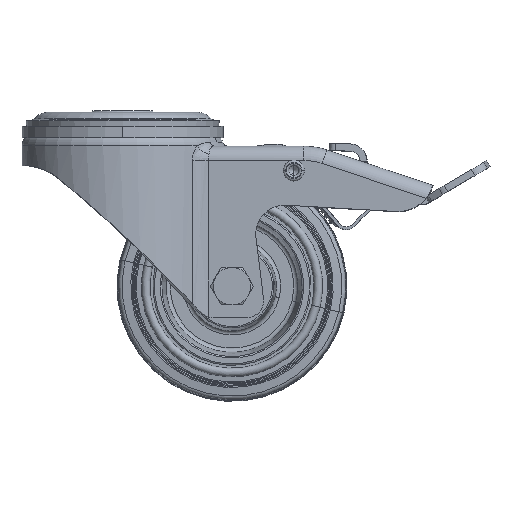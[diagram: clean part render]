
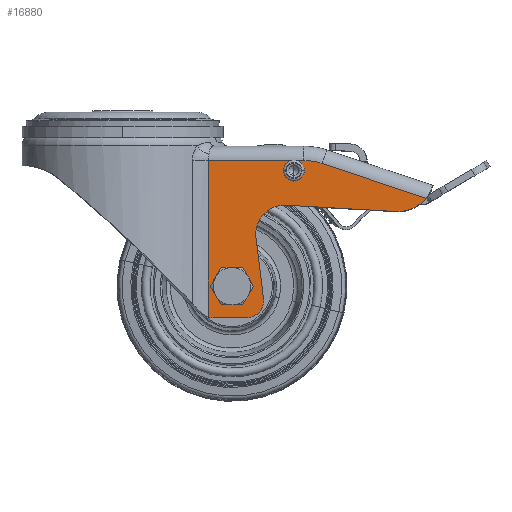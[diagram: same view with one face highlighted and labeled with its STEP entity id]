
A CAD part, top view. The second image highlights one B-rep face of the part: STEP entity #16880.
In plain terms, the highlighted planar face has unit normal (0, 0, 1).
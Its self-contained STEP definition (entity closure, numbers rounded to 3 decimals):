
#882 = AXIS2_PLACEMENT_3D ( 'NONE', #25215, #46259, #14598 ) ;
#1117 = DIRECTION ( 'NONE',  ( 0.122, -0.993, 0. ) ) ;
#1981 = CIRCLE ( 'NONE', #882, 10. ) ;
#2109 = CARTESIAN_POINT ( 'NONE',  ( 29.799, -64.954, 23. ) ) ;
#2788 = EDGE_CURVE ( 'NONE', #61544, #62228, #1981, .T. ) ;
#4053 = VERTEX_POINT ( 'NONE', #41904 ) ;
#4073 = ORIENTED_EDGE ( 'NONE', *, *, #37506, .T. ) ;
#6652 = FACE_BOUND ( 'NONE', #28259, .T. ) ;
#7887 = DIRECTION ( 'NONE',  ( 0., 0., -1. ) ) ;
#8202 = CARTESIAN_POINT ( 'NONE',  ( 38., -54.2, 23. ) ) ;
#8334 = VERTEX_POINT ( 'NONE', #50430 ) ;
#9210 = CARTESIAN_POINT ( 'NONE',  ( 95.962, -16.251, 23. ) ) ;
#9902 = CARTESIAN_POINT ( 'NONE',  ( 59.5, -14., 23. ) ) ;
#10158 = CARTESIAN_POINT ( 'NONE',  ( 46.349, -37.244, 23. ) ) ;
#10480 = DIRECTION ( 'NONE',  ( 0., 0., -1. ) ) ;
#10674 = EDGE_CURVE ( 'NONE', #4053, #29001, #41375, .T. ) ;
#10808 = CARTESIAN_POINT ( 'NONE',  ( 31.5, -65.2, 23. ) ) ;
#11061 = CARTESIAN_POINT ( 'NONE',  ( 29.799, -55.825, 23. ) ) ;
#11144 = ORIENTED_EDGE ( 'NONE', *, *, #29523, .T. ) ;
#11195 = ORIENTED_EDGE ( 'NONE', *, *, #14974, .T. ) ;
#11379 = VERTEX_POINT ( 'NONE', #56058 ) ;
#11870 = PLANE ( 'NONE',  #32125 ) ;
#12062 = AXIS2_PLACEMENT_3D ( 'NONE', #63281, #10480, #68110 ) ;
#12627 = B_SPLINE_CURVE_WITH_KNOTS ( 'NONE', 3,
 ( #53803, #11061, #27225, #53147, #32339 ),
 .UNSPECIFIED., .F., .F.,
 ( 4, 1, 4 ),
 ( 0., 0.5, 1. ),
 .UNSPECIFIED. ) ;
#12647 = CARTESIAN_POINT ( 'NONE',  ( 69.371, -11.534, 23. ) ) ;
#13139 = AXIS2_PLACEMENT_3D ( 'NONE', #62306, #13709, #66503 ) ;
#13216 = CARTESIAN_POINT ( 'NONE',  ( 29.799, -10.5, 23. ) ) ;
#13431 = CARTESIAN_POINT ( 'NONE',  ( 59.5, -14., 23. ) ) ;
#13546 = EDGE_CURVE ( 'NONE', #27637, #28407, #12627, .T. ) ;
#13709 = DIRECTION ( 'NONE',  ( 0., 0., -1. ) ) ;
#13981 = EDGE_CURVE ( 'NONE', #60823, #26399, #33930, .T. ) ;
#14398 = DIRECTION ( 'NONE',  ( 0., 0., -1. ) ) ;
#14598 = DIRECTION ( 'NONE',  ( -0.993, -0.122, 0. ) ) ;
#14744 = DIRECTION ( 'NONE',  ( -0.962, -0.275, 0. ) ) ;
#14974 = EDGE_CURVE ( 'NONE', #33251, #26399, #54997, .T. ) ;
#15049 = EDGE_CURVE ( 'NONE', #61544, #60823, #48834, .T. ) ;
#15586 = VERTEX_POINT ( 'NONE', #54057 ) ;
#15758 = CARTESIAN_POINT ( 'NONE',  ( 56.844, -26.041, 23. ) ) ;
#15970 = DIRECTION ( 'NONE',  ( -0.948, 0.317, 0. ) ) ;
#16121 = CARTESIAN_POINT ( 'NONE',  ( 63.025, -10.5, 23. ) ) ;
#16196 = DIRECTION ( 'NONE',  ( 0.317, 0.948, 0. ) ) ;
#16880 = ADVANCED_FACE ( 'NONE', ( #18065, #64344, #6652 ), #11870, .T. ) ;
#17009 = CARTESIAN_POINT ( 'NONE',  ( 43., -59.2, 23. ) ) ;
#18065 = FACE_OUTER_BOUND ( 'NONE', #29378, .T. ) ;
#18340 = CARTESIAN_POINT ( 'NONE',  ( 43., -65.2, 23. ) ) ;
#19864 = CARTESIAN_POINT ( 'NONE',  ( 56.9, -14., 23. ) ) ;
#20955 = DIRECTION ( 'NONE',  ( -0.998, 0.057, 0. ) ) ;
#24054 = ORIENTED_EDGE ( 'NONE', *, *, #10674, .T. ) ;
#24603 = ORIENTED_EDGE ( 'NONE', *, *, #61245, .F. ) ;
#25022 = DIRECTION ( 'NONE',  ( 0., 0., -1. ) ) ;
#25215 = CARTESIAN_POINT ( 'NONE',  ( 56.275, -36.025, 23. ) ) ;
#25557 = EDGE_LOOP ( 'NONE', ( #56915, #51766 ) ) ;
#26399 = VERTEX_POINT ( 'NONE', #18340 ) ;
#26977 = EDGE_CURVE ( 'NONE', #8334, #15586, #61584, .T. ) ;
#27225 = CARTESIAN_POINT ( 'NONE',  ( 29.799, -37.62, 23. ) ) ;
#27637 = VERTEX_POINT ( 'NONE', #2109 ) ;
#27781 = DIRECTION ( 'NONE',  ( 1., 0., 0. ) ) ;
#28098 = CIRCLE ( 'NONE', #66687, 12. ) ;
#28233 = CARTESIAN_POINT ( 'NONE',  ( 48.955, -58.469, 23. ) ) ;
#28259 = EDGE_LOOP ( 'NONE', ( #11144, #4073 ) ) ;
#28407 = VERTEX_POINT ( 'NONE', #13216 ) ;
#29001 = VERTEX_POINT ( 'NONE', #12647 ) ;
#29378 = EDGE_LOOP ( 'NONE', ( #67183, #24054, #62854, #57029, #42323, #24603, #11195, #59500, #48489, #36609, #50233 ) ) ;
#29523 = EDGE_CURVE ( 'NONE', #48894, #66290, #50923, .T. ) ;
#30873 = EDGE_CURVE ( 'NONE', #29001, #34672, #62892, .T. ) ;
#31539 = LINE ( 'NONE', #16121, #56912 ) ;
#31781 = AXIS2_PLACEMENT_3D ( 'NONE', #17009, #32745, #37565 ) ;
#32125 = AXIS2_PLACEMENT_3D ( 'NONE', #54302, #37617, #49114 ) ;
#32339 = CARTESIAN_POINT ( 'NONE',  ( 29.799, -10.5, 23. ) ) ;
#32745 = DIRECTION ( 'NONE',  ( 0., 0., -1. ) ) ;
#33251 = VERTEX_POINT ( 'NONE', #10808 ) ;
#33926 = VECTOR ( 'NONE', #1117, 1000. ) ;
#33930 = CIRCLE ( 'NONE', #31781, 6. ) ;
#34672 = VERTEX_POINT ( 'NONE', #67412 ) ;
#35055 = AXIS2_PLACEMENT_3D ( 'NONE', #9902, #14398, #14744 ) ;
#35111 = VECTOR ( 'NONE', #15970, 1000. ) ;
#36178 = CARTESIAN_POINT ( 'NONE',  ( 105.445, -23.604, 23. ) ) ;
#36302 = DIRECTION ( 'NONE',  ( 0.79, -0.613, 0. ) ) ;
#36609 = ORIENTED_EDGE ( 'NONE', *, *, #2788, .T. ) ;
#37506 = EDGE_CURVE ( 'NONE', #66290, #48894, #50608, .T. ) ;
#37565 = DIRECTION ( 'NONE',  ( 0.993, 0.122, 0. ) ) ;
#37617 = DIRECTION ( 'NONE',  ( 0., 0., 1. ) ) ;
#38340 = CARTESIAN_POINT ( 'NONE',  ( 46.349, -37.244, 23. ) ) ;
#38397 = CIRCLE ( 'NONE', #40560, 4.1 ) ;
#38487 = DIRECTION ( 'NONE',  ( -0.962, -0.275, 0. ) ) ;
#39447 = CIRCLE ( 'NONE', #13139, 6. ) ;
#40560 = AXIS2_PLACEMENT_3D ( 'NONE', #8202, #56493, #51324 ) ;
#41375 = LINE ( 'NONE', #36178, #35111 ) ;
#41904 = CARTESIAN_POINT ( 'NONE',  ( 105.445, -23.604, 23. ) ) ;
#42323 = ORIENTED_EDGE ( 'NONE', *, *, #13546, .F. ) ;
#44503 = CARTESIAN_POINT ( 'NONE',  ( 62.1, -14., 23. ) ) ;
#45150 = AXIS2_PLACEMENT_3D ( 'NONE', #53459, #67973, #16196 ) ;
#46259 = DIRECTION ( 'NONE',  ( 0., 0., -1. ) ) ;
#47185 = VECTOR ( 'NONE', #27781, 1000. ) ;
#47880 = LINE ( 'NONE', #57198, #51745 ) ;
#48464 = CARTESIAN_POINT ( 'NONE',  ( 31.5, -65.2, 23. ) ) ;
#48489 = ORIENTED_EDGE ( 'NONE', *, *, #15049, .F. ) ;
#48834 = LINE ( 'NONE', #38340, #33926 ) ;
#48894 = VERTEX_POINT ( 'NONE', #19864 ) ;
#49114 = DIRECTION ( 'NONE',  ( 0., -1., 0. ) ) ;
#50233 = ORIENTED_EDGE ( 'NONE', *, *, #67441, .F. ) ;
#50430 = CARTESIAN_POINT ( 'NONE',  ( 42.1, -54.2, 23. ) ) ;
#50608 = CIRCLE ( 'NONE', #35055, 2.6 ) ;
#50923 = CIRCLE ( 'NONE', #61935, 2.6 ) ;
#51324 = DIRECTION ( 'NONE',  ( 1., 0., 0. ) ) ;
#51745 = VECTOR ( 'NONE', #20955, 1000. ) ;
#51766 = ORIENTED_EDGE ( 'NONE', *, *, #26977, .T. ) ;
#53147 = CARTESIAN_POINT ( 'NONE',  ( 29.799, -19.522, 23. ) ) ;
#53459 = CARTESIAN_POINT ( 'NONE',  ( 63.025, -30.5, 23. ) ) ;
#53803 = CARTESIAN_POINT ( 'NONE',  ( 29.799, -64.954, 23. ) ) ;
#54057 = CARTESIAN_POINT ( 'NONE',  ( 33.9, -54.2, 23. ) ) ;
#54250 = EDGE_CURVE ( 'NONE', #34672, #28407, #31539, .T. ) ;
#54302 = CARTESIAN_POINT ( 'NONE',  ( 114., -5.5, 23. ) ) ;
#54997 = LINE ( 'NONE', #48464, #47185 ) ;
#56058 = CARTESIAN_POINT ( 'NONE',  ( 95.279, -28.232, 23. ) ) ;
#56096 = EDGE_CURVE ( 'NONE', #15586, #8334, #38397, .T. ) ;
#56493 = DIRECTION ( 'NONE',  ( 0., 0., -1. ) ) ;
#56912 = VECTOR ( 'NONE', #58198, 1000. ) ;
#56915 = ORIENTED_EDGE ( 'NONE', *, *, #56096, .T. ) ;
#57029 = ORIENTED_EDGE ( 'NONE', *, *, #54250, .T. ) ;
#57198 = CARTESIAN_POINT ( 'NONE',  ( 95.279, -28.232, 23. ) ) ;
#58198 = DIRECTION ( 'NONE',  ( -1., 0., 0. ) ) ;
#59500 = ORIENTED_EDGE ( 'NONE', *, *, #13981, .F. ) ;
#60823 = VERTEX_POINT ( 'NONE', #28233 ) ;
#61245 = EDGE_CURVE ( 'NONE', #33251, #27637, #39447, .T. ) ;
#61544 = VERTEX_POINT ( 'NONE', #10158 ) ;
#61584 = CIRCLE ( 'NONE', #12062, 4.1 ) ;
#61935 = AXIS2_PLACEMENT_3D ( 'NONE', #13431, #7887, #38487 ) ;
#62228 = VERTEX_POINT ( 'NONE', #15758 ) ;
#62306 = CARTESIAN_POINT ( 'NONE',  ( 31.5, -59.2, 23. ) ) ;
#62854 = ORIENTED_EDGE ( 'NONE', *, *, #30873, .T. ) ;
#62892 = CIRCLE ( 'NONE', #45150, 20. ) ;
#63281 = CARTESIAN_POINT ( 'NONE',  ( 38., -54.2, 23. ) ) ;
#64344 = FACE_BOUND ( 'NONE', #25557, .T. ) ;
#65603 = EDGE_CURVE ( 'NONE', #4053, #11379, #28098, .T. ) ;
#66290 = VERTEX_POINT ( 'NONE', #44503 ) ;
#66503 = DIRECTION ( 'NONE',  ( 0., -1., 0. ) ) ;
#66687 = AXIS2_PLACEMENT_3D ( 'NONE', #9210, #25022, #36302 ) ;
#67183 = ORIENTED_EDGE ( 'NONE', *, *, #65603, .F. ) ;
#67412 = CARTESIAN_POINT ( 'NONE',  ( 63.025, -10.5, 23. ) ) ;
#67441 = EDGE_CURVE ( 'NONE', #11379, #62228, #47880, .T. ) ;
#67973 = DIRECTION ( 'NONE',  ( 0., 0., 1. ) ) ;
#68110 = DIRECTION ( 'NONE',  ( 1., 0., 0. ) ) ;
